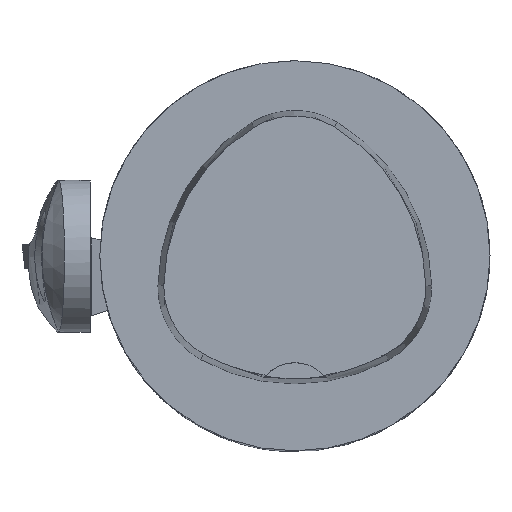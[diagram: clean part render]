
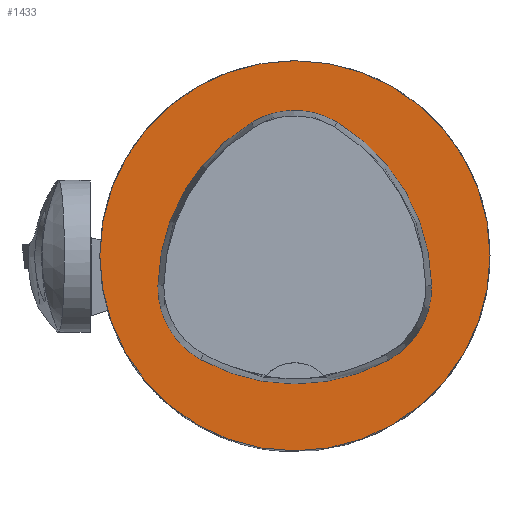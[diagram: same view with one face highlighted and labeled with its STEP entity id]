
A CAD part, top view. The second image highlights one B-rep face of the part: STEP entity #1433.
In plain terms, the highlighted planar face has unit normal (0, 0, 1).
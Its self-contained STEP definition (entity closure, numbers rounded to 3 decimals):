
#268=CIRCLE('',#7424,20.);
#385=CIRCLE('',#7849,20.);
#387=CIRCLE('',#7852,8.5);
#389=CIRCLE('',#7855,20.);
#391=CIRCLE('',#7858,8.5);
#395=CIRCLE('',#7863,20.);
#397=CIRCLE('',#7866,8.5);
#721=PLANE('',#7871);
#1433=ADVANCED_FACE('',(#2961,#2962),#721,.T.);
#2961=FACE_BOUND('',#3381,.T.);
#2962=FACE_BOUND('',#3382,.T.);
#3381=EDGE_LOOP('',(#5358,#5359,#5360,#5361,#5362,#5363));
#3382=EDGE_LOOP('',(#5364));
#5358=ORIENTED_EDGE('',*,*,#7081,.T.);
#5359=ORIENTED_EDGE('',*,*,#7061,.T.);
#5360=ORIENTED_EDGE('',*,*,#7065,.T.);
#5361=ORIENTED_EDGE('',*,*,#7068,.T.);
#5362=ORIENTED_EDGE('',*,*,#7071,.T.);
#5363=ORIENTED_EDGE('',*,*,#7079,.T.);
#5364=ORIENTED_EDGE('',*,*,#6264,.F.);
#5545=VERTEX_POINT('',#10666);
#6074=VERTEX_POINT('',#12555);
#6075=VERTEX_POINT('',#12556);
#6078=VERTEX_POINT('',#12564);
#6080=VERTEX_POINT('',#12570);
#6082=VERTEX_POINT('',#12576);
#6089=VERTEX_POINT('',#12597);
#6264=EDGE_CURVE('',#5545,#5545,#268,.T.);
#7061=EDGE_CURVE('',#6074,#6075,#385,.T.);
#7065=EDGE_CURVE('',#6075,#6078,#387,.T.);
#7068=EDGE_CURVE('',#6078,#6080,#389,.T.);
#7071=EDGE_CURVE('',#6080,#6082,#391,.T.);
#7079=EDGE_CURVE('',#6082,#6089,#395,.T.);
#7081=EDGE_CURVE('',#6089,#6074,#397,.T.);
#7424=AXIS2_PLACEMENT_3D('',#10665,#8202,#8203);
#7849=AXIS2_PLACEMENT_3D('',#12554,#9661,#9662);
#7852=AXIS2_PLACEMENT_3D('',#12563,#9669,#9670);
#7855=AXIS2_PLACEMENT_3D('',#12569,#9676,#9677);
#7858=AXIS2_PLACEMENT_3D('',#12575,#9683,#9684);
#7863=AXIS2_PLACEMENT_3D('',#12598,#9695,#9696);
#7866=AXIS2_PLACEMENT_3D('',#12601,#9701,#9702);
#7871=AXIS2_PLACEMENT_3D('',#12606,#9711,#9712);
#8202=DIRECTION('',(0.,0.,-1.));
#8203=DIRECTION('',(-1.,0.,0.));
#9661=DIRECTION('',(0.,0.,-1.));
#9662=DIRECTION('',(-1.,0.,0.));
#9669=DIRECTION('',(0.,0.,-1.));
#9670=DIRECTION('',(-1.,0.,0.));
#9676=DIRECTION('',(0.,0.,-1.));
#9677=DIRECTION('',(-1.,0.,0.));
#9683=DIRECTION('',(0.,0.,-1.));
#9684=DIRECTION('',(-1.,0.,0.));
#9695=DIRECTION('',(0.,0.,-1.));
#9696=DIRECTION('',(-1.,0.,0.));
#9701=DIRECTION('',(0.,0.,-1.));
#9702=DIRECTION('',(-1.,0.,0.));
#9711=DIRECTION('',(0.,0.,1.));
#9712=DIRECTION('',(1.,0.,0.));
#10665=CARTESIAN_POINT('',(0.,0.,0.));
#10666=CARTESIAN_POINT('',(-20.,0.,0.));
#12554=CARTESIAN_POINT('',(5.955,-3.414,0.));
#12555=CARTESIAN_POINT('',(-14.041,-3.042,0.));
#12556=CARTESIAN_POINT('',(-4.472,13.653,0.));
#12563=CARTESIAN_POINT('',(-0.04,6.4,0.));
#12564=CARTESIAN_POINT('',(4.347,13.68,0.));
#12569=CARTESIAN_POINT('',(-5.976,-3.45,0.));
#12570=CARTESIAN_POINT('',(14.021,-3.075,0.));
#12575=CARTESIAN_POINT('',(5.522,-3.235,0.));
#12576=CARTESIAN_POINT('',(9.588,-10.699,0.));
#12597=CARTESIAN_POINT('',(-9.655,-10.639,0.));
#12598=CARTESIAN_POINT('',(0.022,6.864,0.));
#12601=CARTESIAN_POINT('',(-5.543,-3.2,0.));
#12606=CARTESIAN_POINT('',(0.,0.,0.));
